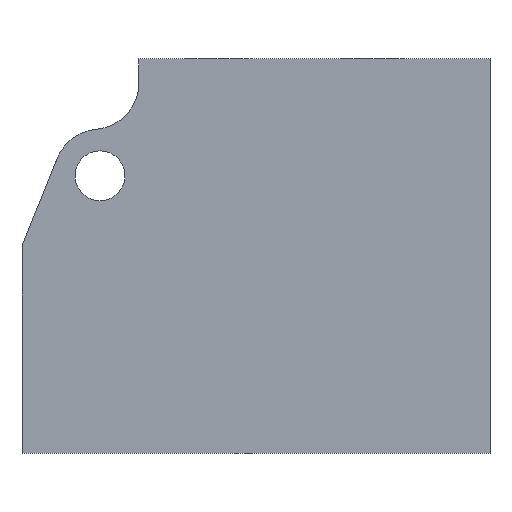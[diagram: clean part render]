
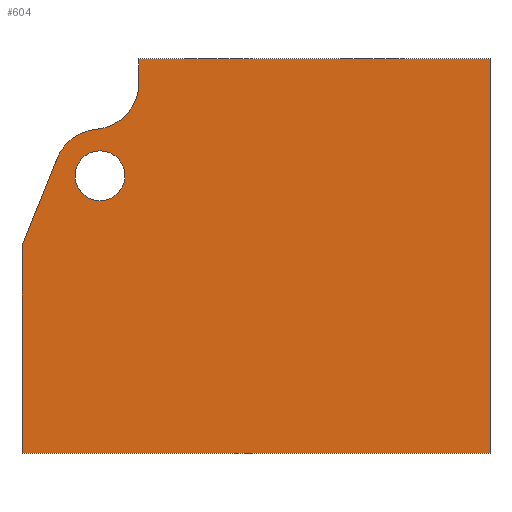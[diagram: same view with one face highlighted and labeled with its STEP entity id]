
A CAD part, left-side view. The second image highlights one B-rep face of the part: STEP entity #604.
In plain terms, the highlighted planar face has unit normal (-1, 0, 0).
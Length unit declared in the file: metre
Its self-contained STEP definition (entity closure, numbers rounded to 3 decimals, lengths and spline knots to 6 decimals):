
#18=LINE('',#908,#75);
#24=LINE('',#920,#81);
#25=LINE('',#923,#82);
#26=LINE('',#925,#83);
#27=LINE('',#927,#84);
#28=LINE('',#929,#85);
#75=VECTOR('',#729,1.);
#81=VECTOR('',#737,1.);
#82=VECTOR('',#738,1.);
#83=VECTOR('',#739,1.);
#84=VECTOR('',#740,1.);
#85=VECTOR('',#741,1.);
#128=PLANE('',#654);
#162=ORIENTED_EDGE('',*,*,#328,.T.);
#163=ORIENTED_EDGE('',*,*,#329,.F.);
#164=ORIENTED_EDGE('',*,*,#330,.T.);
#165=ORIENTED_EDGE('',*,*,#331,.T.);
#166=ORIENTED_EDGE('',*,*,#332,.F.);
#167=ORIENTED_EDGE('',*,*,#322,.F.);
#168=ORIENTED_EDGE('',*,*,#333,.T.);
#169=ORIENTED_EDGE('',*,*,#334,.T.);
#170=ORIENTED_EDGE('',*,*,#335,.T.);
#322=EDGE_CURVE('',#405,#406,#18,.T.);
#328=EDGE_CURVE('',#411,#412,#24,.T.);
#329=EDGE_CURVE('',#413,#412,#25,.T.);
#330=EDGE_CURVE('',#413,#414,#26,.T.);
#331=EDGE_CURVE('',#414,#415,#27,.T.);
#332=EDGE_CURVE('',#406,#415,#28,.T.);
#333=EDGE_CURVE('',#405,#416,#459,.F.);
#334=EDGE_CURVE('',#416,#411,#460,.T.);
#335=EDGE_CURVE('',#417,#417,#461,.F.);
#405=VERTEX_POINT('',#907);
#406=VERTEX_POINT('',#909);
#411=VERTEX_POINT('',#921);
#412=VERTEX_POINT('',#922);
#413=VERTEX_POINT('',#924);
#414=VERTEX_POINT('',#926);
#415=VERTEX_POINT('',#928);
#416=VERTEX_POINT('',#931);
#417=VERTEX_POINT('',#934);
#459=CIRCLE('',#655,0.003);
#460=CIRCLE('',#656,0.003);
#461=CIRCLE('',#657,0.0016);
#487=EDGE_LOOP('',(#162,#163,#164,#165,#166,#167,#168,#169));
#488=EDGE_LOOP('',(#170));
#540=FACE_BOUND('',#487,.T.);
#541=FACE_BOUND('',#488,.T.);
#604=ADVANCED_FACE('',(#540,#541),#128,.T.);
#654=AXIS2_PLACEMENT_3D('',#919,#735,#736);
#655=AXIS2_PLACEMENT_3D('',#930,#742,#743);
#656=AXIS2_PLACEMENT_3D('',#932,#744,#745);
#657=AXIS2_PLACEMENT_3D('',#933,#746,#747);
#729=DIRECTION('',(0.,0.,1.));
#735=DIRECTION('',(-1.,0.,0.));
#736=DIRECTION('',(0.,0.,1.));
#737=DIRECTION('',(0.,0.373,-0.928));
#738=DIRECTION('',(0.,0.,1.));
#739=DIRECTION('',(0.,-1.,0.));
#740=DIRECTION('',(0.,0.,1.));
#741=DIRECTION('',(0.,-1.,0.));
#742=DIRECTION('',(-1.,0.,0.));
#743=DIRECTION('',(0.,0.,1.));
#744=DIRECTION('',(-1.,0.,0.));
#745=DIRECTION('',(0.,0.,1.));
#746=DIRECTION('',(-1.,0.,0.));
#747=DIRECTION('',(0.,0.,1.));
#907=CARTESIAN_POINT('',(0.0143,0.03,-0.001524));
#908=CARTESIAN_POINT('',(0.0143,0.03,-0.015));
#909=CARTESIAN_POINT('',(0.0143,0.03,0.));
#919=CARTESIAN_POINT('',(0.0143,0.02,-0.015));
#920=CARTESIAN_POINT('',(0.0143,0.036371,-0.009188));
#921=CARTESIAN_POINT('',(0.0143,0.035243,-0.006381));
#922=CARTESIAN_POINT('',(0.0143,0.0375,-0.011995));
#923=CARTESIAN_POINT('',(0.0143,0.0375,-0.015));
#924=CARTESIAN_POINT('',(0.0143,0.0375,-0.02528));
#925=CARTESIAN_POINT('',(0.0143,0.030002,-0.02528));
#926=CARTESIAN_POINT('',(0.0143,0.0075,-0.02528));
#927=CARTESIAN_POINT('',(0.0143,0.0075,-0.015));
#928=CARTESIAN_POINT('',(0.0143,0.0075,0.));
#929=CARTESIAN_POINT('',(0.0143,0.02,0.));
#930=CARTESIAN_POINT('',(0.0143,0.033,-0.001524));
#931=CARTESIAN_POINT('',(0.0143,0.03273,-0.004512));
#932=CARTESIAN_POINT('',(0.0143,0.032459,-0.0075));
#933=CARTESIAN_POINT('',(0.0143,0.0325,-0.0075));
#934=CARTESIAN_POINT('',(0.0143,0.0325,-0.0059));
